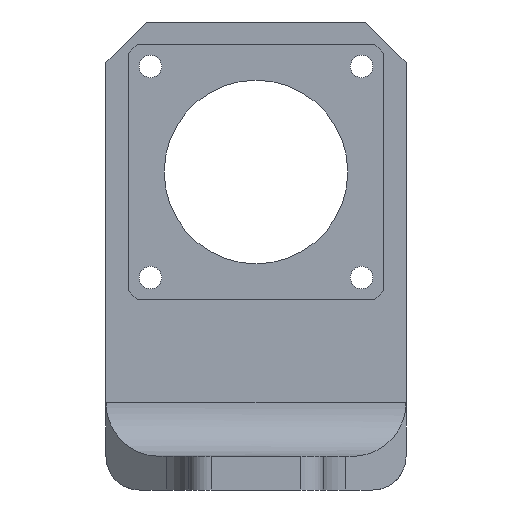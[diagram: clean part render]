
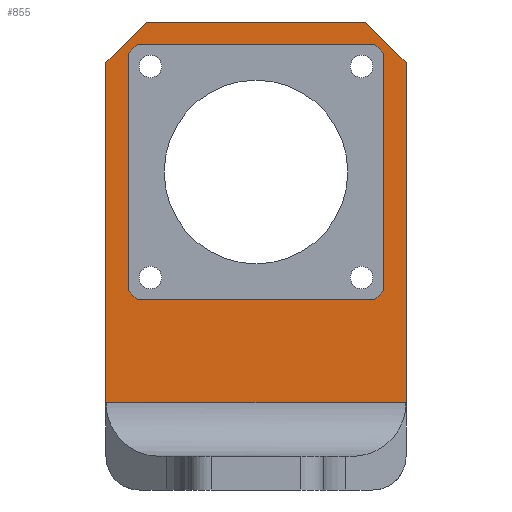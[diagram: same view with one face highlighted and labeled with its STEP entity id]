
A CAD part, left-side view. The second image highlights one B-rep face of the part: STEP entity #855.
In plain terms, the highlighted planar face has unit normal (-1, 0, 0).
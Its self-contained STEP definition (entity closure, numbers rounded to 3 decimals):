
#29=FACE_BOUND('',#187,.T.);
#84=PLANE('',#951);
#128=FACE_OUTER_BOUND('',#186,.T.);
#186=EDGE_LOOP('',(#779,#780,#781,#782,#783,#784));
#187=EDGE_LOOP('',(#785,#786,#787,#788,#789,#790,#791,#792));
#210=LINE('',#1287,#291);
#227=LINE('',#1338,#308);
#236=LINE('',#1366,#317);
#238=LINE('',#1370,#319);
#241=LINE('',#1376,#322);
#243=LINE('',#1380,#324);
#245=LINE('',#1384,#326);
#247=LINE('',#1389,#328);
#255=LINE('',#1414,#336);
#257=LINE('',#1418,#338);
#265=LINE('',#1433,#346);
#266=LINE('',#1435,#347);
#267=LINE('',#1437,#348);
#268=LINE('',#1439,#349);
#291=VECTOR('',#1040,10.);
#308=VECTOR('',#1095,10.);
#317=VECTOR('',#1118,10.);
#319=VECTOR('',#1122,10.);
#322=VECTOR('',#1127,10.);
#324=VECTOR('',#1131,10.);
#326=VECTOR('',#1135,10.);
#328=VECTOR('',#1139,10.);
#336=VECTOR('',#1161,10.);
#338=VECTOR('',#1165,10.);
#346=VECTOR('',#1187,10.);
#347=VECTOR('',#1190,10.);
#348=VECTOR('',#1193,10.);
#349=VECTOR('',#1196,10.);
#365=VERTEX_POINT('',#1216);
#383=VERTEX_POINT('',#1258);
#404=VERTEX_POINT('',#1335);
#405=VERTEX_POINT('',#1337);
#417=VERTEX_POINT('',#1365);
#418=VERTEX_POINT('',#1369);
#419=VERTEX_POINT('',#1373);
#420=VERTEX_POINT('',#1375);
#421=VERTEX_POINT('',#1379);
#422=VERTEX_POINT('',#1383);
#423=VERTEX_POINT('',#1387);
#424=VERTEX_POINT('',#1388);
#434=VERTEX_POINT('',#1413);
#435=VERTEX_POINT('',#1417);
#479=EDGE_CURVE('',#383,#365,#210,.T.);
#503=EDGE_CURVE('',#404,#405,#227,.T.);
#517=EDGE_CURVE('',#417,#405,#236,.T.);
#519=EDGE_CURVE('',#417,#418,#238,.T.);
#522=EDGE_CURVE('',#419,#420,#241,.T.);
#524=EDGE_CURVE('',#421,#420,#243,.T.);
#526=EDGE_CURVE('',#421,#422,#245,.T.);
#528=EDGE_CURVE('',#423,#424,#247,.T.);
#541=EDGE_CURVE('',#434,#424,#255,.T.);
#543=EDGE_CURVE('',#434,#435,#257,.T.);
#551=EDGE_CURVE('',#404,#422,#265,.T.);
#552=EDGE_CURVE('',#419,#418,#266,.T.);
#553=EDGE_CURVE('',#435,#383,#267,.T.);
#554=EDGE_CURVE('',#423,#365,#268,.T.);
#779=ORIENTED_EDGE('',*,*,#479,.F.);
#780=ORIENTED_EDGE('',*,*,#553,.F.);
#781=ORIENTED_EDGE('',*,*,#543,.F.);
#782=ORIENTED_EDGE('',*,*,#541,.T.);
#783=ORIENTED_EDGE('',*,*,#528,.F.);
#784=ORIENTED_EDGE('',*,*,#554,.T.);
#785=ORIENTED_EDGE('',*,*,#524,.T.);
#786=ORIENTED_EDGE('',*,*,#522,.F.);
#787=ORIENTED_EDGE('',*,*,#552,.T.);
#788=ORIENTED_EDGE('',*,*,#519,.F.);
#789=ORIENTED_EDGE('',*,*,#517,.T.);
#790=ORIENTED_EDGE('',*,*,#503,.F.);
#791=ORIENTED_EDGE('',*,*,#551,.T.);
#792=ORIENTED_EDGE('',*,*,#526,.F.);
#855=ADVANCED_FACE('',(#128,#29),#84,.T.);
#951=AXIS2_PLACEMENT_3D('',#1440,#1197,#1198);
#1040=DIRECTION('',(0.,1.,0.));
#1095=DIRECTION('',(0.,-0.707,-0.707));
#1118=DIRECTION('',(0.,1.,0.));
#1122=DIRECTION('',(0.,-0.707,0.707));
#1127=DIRECTION('',(0.,0.707,0.707));
#1131=DIRECTION('',(0.,-1.,0.));
#1135=DIRECTION('',(0.,0.707,-0.707));
#1139=DIRECTION('',(0.,-0.707,0.707));
#1161=DIRECTION('',(0.,1.,0.));
#1165=DIRECTION('',(0.,-0.707,-0.707));
#1187=DIRECTION('',(0.,0.,1.));
#1190=DIRECTION('',(0.,0.,-1.));
#1193=DIRECTION('',(0.,0.,-1.));
#1196=DIRECTION('',(0.,0.,-1.));
#1197=DIRECTION('center_axis',(-1.,0.,0.));
#1198=DIRECTION('ref_axis',(0.,0.,1.));
#1216=CARTESIAN_POINT('',(-9.5,33.5,-51.5));
#1258=CARTESIAN_POINT('',(-9.5,-33.5,-51.5));
#1287=CARTESIAN_POINT('',(-9.5,7.5,-51.5));
#1335=CARTESIAN_POINT('',(-9.5,28.5,-26.5));
#1337=CARTESIAN_POINT('',(-9.5,26.5,-28.5));
#1338=CARTESIAN_POINT('',(-9.5,27.5,-27.5));
#1365=CARTESIAN_POINT('',(-9.5,-26.5,-28.5));
#1366=CARTESIAN_POINT('',(-9.5,28.5,-28.5));
#1369=CARTESIAN_POINT('',(-9.5,-28.5,-26.5));
#1370=CARTESIAN_POINT('',(-9.5,-27.5,-27.5));
#1373=CARTESIAN_POINT('',(-9.5,-28.5,26.5));
#1375=CARTESIAN_POINT('',(-9.5,-26.5,28.5));
#1376=CARTESIAN_POINT('',(-9.5,-27.5,27.5));
#1379=CARTESIAN_POINT('',(-9.5,26.5,28.5));
#1380=CARTESIAN_POINT('',(-9.5,-28.5,28.5));
#1383=CARTESIAN_POINT('',(-9.5,28.5,26.5));
#1384=CARTESIAN_POINT('',(-9.5,27.5,27.5));
#1387=CARTESIAN_POINT('',(-9.5,33.5,24.5));
#1388=CARTESIAN_POINT('',(-9.5,24.5,33.5));
#1389=CARTESIAN_POINT('',(-9.5,29.,29.));
#1413=CARTESIAN_POINT('',(-9.5,-24.5,33.5));
#1414=CARTESIAN_POINT('',(-9.5,-33.5,33.5));
#1417=CARTESIAN_POINT('',(-9.5,-33.5,24.5));
#1418=CARTESIAN_POINT('',(-9.5,-29.,29.));
#1433=CARTESIAN_POINT('',(-9.5,28.5,28.5));
#1435=CARTESIAN_POINT('',(-9.5,-28.5,-28.5));
#1437=CARTESIAN_POINT('',(-9.5,-33.5,-33.5));
#1439=CARTESIAN_POINT('',(-9.5,33.5,33.5));
#1440=CARTESIAN_POINT('Origin',(-9.5,0.,0.));
